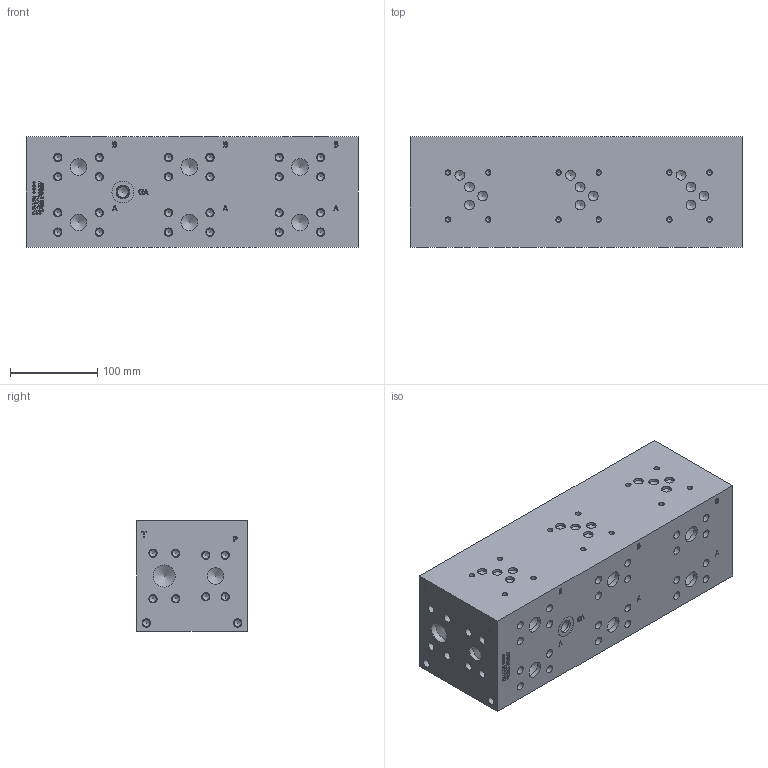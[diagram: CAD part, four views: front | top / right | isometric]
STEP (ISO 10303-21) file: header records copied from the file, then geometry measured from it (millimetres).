
FILE_DESCRIPTION(/* description */ (''),/* implementation_level */ '2;1');
FILE_NAME(/* name */ '_D05HP035F.stp',/* time_stamp */ '2021-07-22T13:45:48-04:00',/* author */ ('anthonyv'),/* organization */ (''),/* preprocessor_version */ 'ST-DEVELOPER v18.1',/* originating_system */ 'Autodesk Inventor 2021',/* authorisation */ '');
FILE_SCHEMA (('AUTOMOTIVE_DESIGN { 1 0 10303 214 3 1 1 }'));
Length unit declared in the file: millimetre
Products named in the file (1): _D05HP035F
Bounding box: 381 x 127 x 127 mm (x, y, z)
Volume: 6013254.4 mm3; surface area: 275565.9 mm2
Topology: 1 solids, 1 shells, 812 faces, 2242 edges, 1540 vertices
Faces by surface type: plane 426, bspline 165, cylinder 139, cone 82
Full cylindrical faces by diameter (mm): 5.105 x12, 6.35 x12, 7.925 x44, 9.525 x44, 11.125 x12, 12.294 x1, 12.9 x1, 14.275 x1, 14.529 x1, 19.05 x8, 25.019 x1, 25.4 x2
Entity records: 27140 total; most frequent: CARTESIAN_POINT 6661, ORIENTED_EDGE 4326, DIRECTION 3628, EDGE_CURVE 2163, VERTEX_POINT 1540, LINE 1334, VECTOR 1334, AXIS2_PLACEMENT_3D 1147
